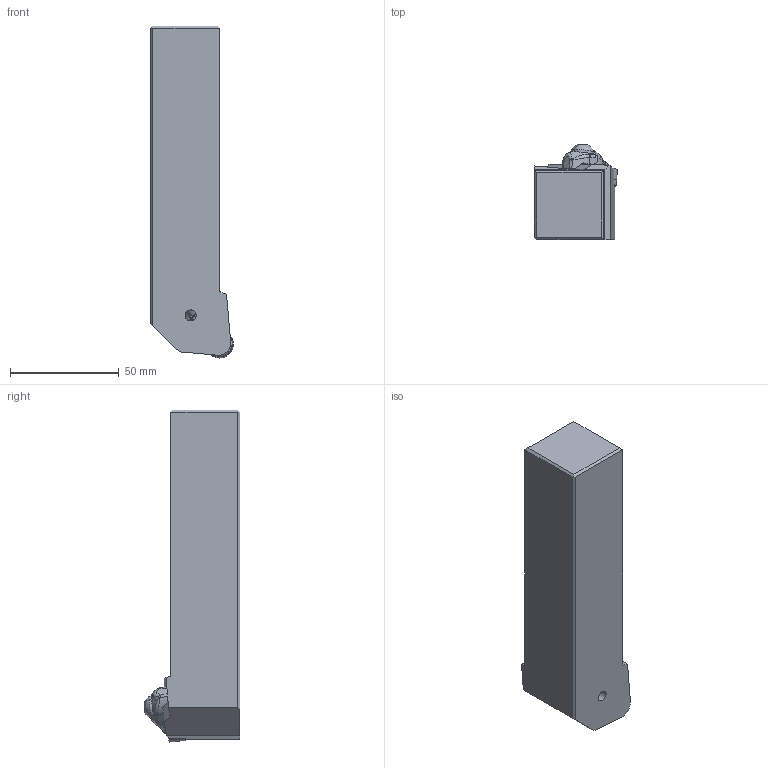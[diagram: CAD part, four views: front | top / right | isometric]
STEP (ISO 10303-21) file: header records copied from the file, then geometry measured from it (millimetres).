
FILE_DESCRIPTION(/* description */ (''),/* implementation_level */ '2;1');
FILE_NAME(/* name */ 'DRGNL-204_IR0_25.stp',/* time_stamp */ '2023-02-09T12:51:56+09:00',/* author */ (''),/* organization */ (''),/* preprocessor_version */ 'ST-DEVELOPER v16',/* originating_system */ 'SIEMENS PLM Software NX 10.0',/* authorisation */ '');
FILE_SCHEMA (('AUTOMOTIVE_DESIGN { 1 0 10303 214 3 1 1 1 }'));
Length unit declared in the file: millimetre
Products named in the file (1): DRGNL-204_IR0_25_ASM
Bounding box: 38.1 x 44 x 152.4 mm (x, y, z)
Volume: 154067.2 mm3; surface area: 24197.7 mm2
Topology: 2 solids, 2 shells, 247 faces, 701 edges, 463 vertices
Faces by surface type: cylinder 91, plane 65, bspline 59, cone 14, torus 14, sphere 4
Entity records: 13193 total; most frequent: CARTESIAN_POINT 5365, ORIENTED_EDGE 1386, DIRECTION 1167, EDGE_CURVE 693, AXIS2_PLACEMENT_3D 477, VERTEX_POINT 457, EDGE_LOOP 260, PRESENTATION_STYLE_ASSIGNMENT 256
